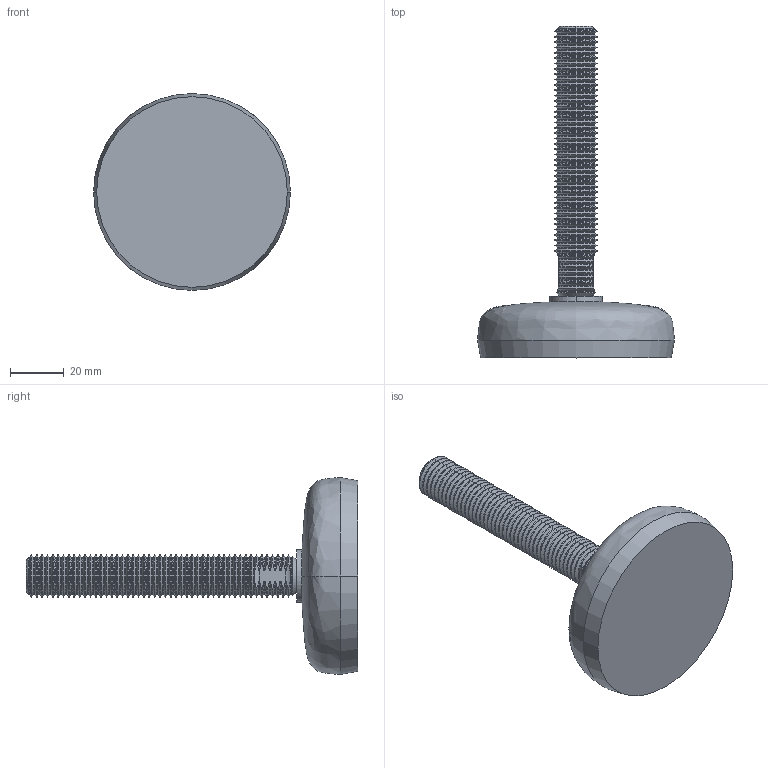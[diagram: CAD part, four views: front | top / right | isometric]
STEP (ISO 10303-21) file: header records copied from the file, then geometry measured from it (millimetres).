
FILE_DESCRIPTION (( 'STEP AP214' ), '1' );
FILE_NAME ('M075(10.4), Black NBR-M16100_101_101(2.00), SW 2C+0, AISI 316_Solid.step', '2022-03-29T06:51:02', ( '' ), ( '' ), 'SwSTEP 2.0', 'SolidWorks 2021', '' );
FILE_SCHEMA (( 'AUTOMOTIVE_DESIGN' ));
Length unit declared in the file: millimetre
Products named in the file (6): Plain washer M10x20.0x2.0, ISO 7089, A4; M075(10.4), Black NBR-M16100_101_101(2.00), SW 2C+0, AISI 316_Solid; M075(10.4), Black NBR, AISI 316_Customer; M075 Rubber, black NBR_�10.4; M075(10.4) Steel cover, AISI 316; M(10.4)16100_101_101(2.00), SW 2C+0, AISI 316
Assembly tree (5 placements, depth 3):
  M075(10.4), Black NBR-M16100_101_101(2.00), SW 2C+0, AISI 316_Solid
    M075(10.4), Black NBR, AISI 316_Customer
      M075 Rubber, black NBR_�10.4
      M075(10.4) Steel cover, AISI 316
    Plain washer M10x20.0x2.0, ISO 7089, A4
    M(10.4)16100_101_101(2.00), SW 2C+0, AISI 316
Bounding box: 73.49 x 123.9 x 73.51 mm (x, y, z)
Volume: 96710 mm3; surface area: 33252.8 mm2
Topology: 4 solids, 4 shells, 592 faces, 1261 edges, 680 vertices
Faces by surface type: cone 226, torus 220, cylinder 127, plane 13, bspline 6
Entity records: 16867 total; most frequent: CARTESIAN_POINT 3668, DIRECTION 3149, ORIENTED_EDGE 2522, AXIS2_PLACEMENT_3D 1407, EDGE_CURVE 1261, CIRCLE 812, VERTEX_POINT 680, EDGE_LOOP 599
